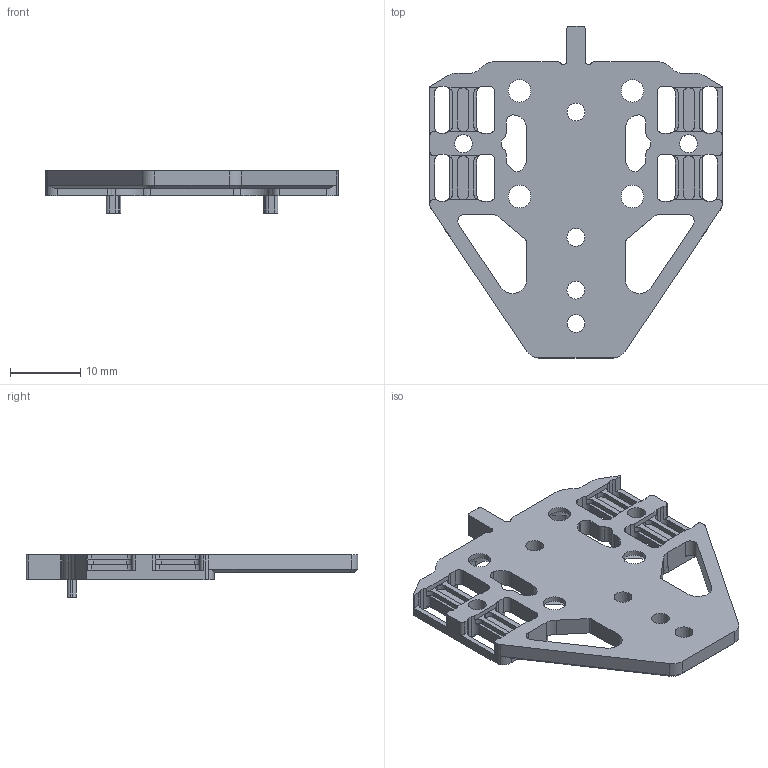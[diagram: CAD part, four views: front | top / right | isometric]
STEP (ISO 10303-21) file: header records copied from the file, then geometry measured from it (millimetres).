
FILE_DESCRIPTION(/* description */ (''),/* implementation_level */ '2;1');
FILE_NAME(/* name */ 'P0011_REV_E.step',/* time_stamp */ '2024-06-14T12:55:28-04:00',/* author */ (''),/* organization */ (''),/* preprocessor_version */ 'ST-DEVELOPER v20',/* originating_system */ 'Autodesk Translation Framework v13.14.0.145',/* authorisation */ '');
FILE_SCHEMA (('AUTOMOTIVE_DESIGN { 1 0 10303 214 3 1 1 }'));
Length unit declared in the file: millimetre
Products named in the file (1): P0011_REV_E_BASE_PLATE VITALLLI STYLE
Bounding box: 41.44 x 47.1 x 6 mm (x, y, z)
Volume: 2600.3 mm3; surface area: 3531.5 mm2
Topology: 1 solids, 1 shells, 353 faces, 1089 edges, 716 vertices
Faces by surface type: plane 176, cylinder 165, cone 12
Full cylindrical faces by diameter (mm): 2.529 x6, 3.2 x4
Entity records: 12389 total; most frequent: DIRECTION 2211, ORIENTED_EDGE 2178, CARTESIAN_POINT 2175, EDGE_CURVE 1089, AXIS2_PLACEMENT_3D 775, VERTEX_POINT 716, LINE 661, VECTOR 661
